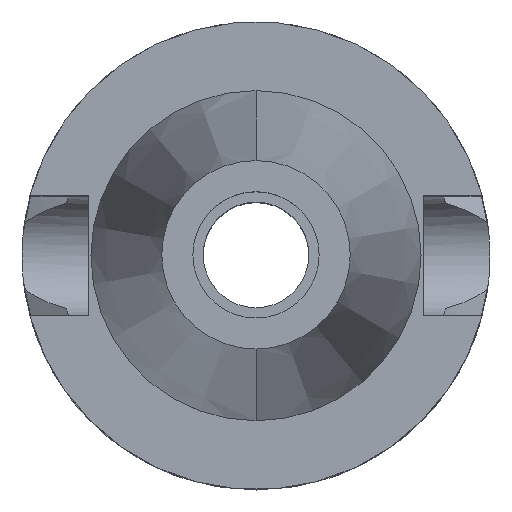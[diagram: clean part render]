
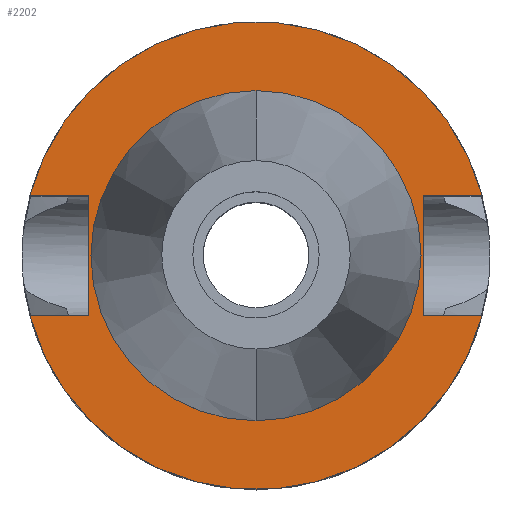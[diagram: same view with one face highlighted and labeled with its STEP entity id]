
A CAD part, top view. The second image highlights one B-rep face of the part: STEP entity #2202.
In plain terms, the highlighted planar face has unit normal (0, 0, 1).
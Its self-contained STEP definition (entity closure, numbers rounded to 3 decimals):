
#15 = CARTESIAN_POINT ( 'NONE',  ( -30.454, 8.05, -1. ) ) ;
#67 = VERTEX_POINT ( 'NONE', #1164 ) ;
#89 = EDGE_CURVE ( 'NONE', #580, #912, #1443, .T. ) ;
#177 = FACE_BOUND ( 'NONE', #620, .T. ) ;
#181 = ORIENTED_EDGE ( 'NONE', *, *, #1556, .F. ) ;
#245 = CIRCLE ( 'NONE', #869, 22.225 ) ;
#246 = VERTEX_POINT ( 'NONE', #2399 ) ;
#254 = EDGE_LOOP ( 'NONE', ( #2549, #2057, #2249, #1715, #1706, #2641, #361, #2968 ) ) ;
#284 = LINE ( 'NONE', #1930, #2696 ) ;
#305 = DIRECTION ( 'NONE',  ( 0., 1., 0. ) ) ;
#311 = EDGE_CURVE ( 'NONE', #2780, #2415, #1354, .T. ) ;
#361 = ORIENTED_EDGE ( 'NONE', *, *, #89, .T. ) ;
#362 = DIRECTION ( 'NONE',  ( 0., -1., 0. ) ) ;
#363 = CARTESIAN_POINT ( 'NONE',  ( 22.5, 8.05, -1. ) ) ;
#447 = VERTEX_POINT ( 'NONE', #2726 ) ;
#457 = VERTEX_POINT ( 'NONE', #1788 ) ;
#514 = DIRECTION ( 'NONE',  ( 0., 0., 1. ) ) ;
#531 = VECTOR ( 'NONE', #789, 1000. ) ;
#543 = CIRCLE ( 'NONE', #1167, 22.225 ) ;
#545 = LINE ( 'NONE', #2905, #531 ) ;
#580 = VERTEX_POINT ( 'NONE', #2588 ) ;
#582 = EDGE_CURVE ( 'NONE', #2415, #447, #1391, .T. ) ;
#620 = EDGE_LOOP ( 'NONE', ( #1681, #181 ) ) ;
#660 = CARTESIAN_POINT ( 'NONE',  ( 0., 0., -1. ) ) ;
#759 = DIRECTION ( 'NONE',  ( 0., 0., -1. ) ) ;
#789 = DIRECTION ( 'NONE',  ( 0., 1., 0. ) ) ;
#827 = DIRECTION ( 'NONE',  ( 0., 0., -1. ) ) ;
#869 = AXIS2_PLACEMENT_3D ( 'NONE', #2786, #1566, #2986 ) ;
#912 = VERTEX_POINT ( 'NONE', #2096 ) ;
#939 = CARTESIAN_POINT ( 'NONE',  ( 0., 0., -1. ) ) ;
#954 = CARTESIAN_POINT ( 'NONE',  ( 0., 0., -1. ) ) ;
#972 = CARTESIAN_POINT ( 'NONE',  ( 0., -22.225, -1. ) ) ;
#1069 = EDGE_CURVE ( 'NONE', #457, #246, #2461, .T. ) ;
#1076 = AXIS2_PLACEMENT_3D ( 'NONE', #660, #2061, #3002 ) ;
#1116 = AXIS2_PLACEMENT_3D ( 'NONE', #954, #759, #305 ) ;
#1117 = DIRECTION ( 'NONE',  ( 1., 0., 0. ) ) ;
#1157 = DIRECTION ( 'NONE',  ( 1., 0., 0. ) ) ;
#1164 = CARTESIAN_POINT ( 'NONE',  ( 30.454, 8.05, -1. ) ) ;
#1167 = AXIS2_PLACEMENT_3D ( 'NONE', #939, #514, #1192 ) ;
#1192 = DIRECTION ( 'NONE',  ( 0., -1., 0. ) ) ;
#1206 = DIRECTION ( 'NONE',  ( 1., 0., 0. ) ) ;
#1235 = CARTESIAN_POINT ( 'NONE',  ( 30.454, -8.05, -1. ) ) ;
#1269 = DIRECTION ( 'NONE',  ( 0., -1., 0. ) ) ;
#1303 = VECTOR ( 'NONE', #1157, 1000. ) ;
#1354 = CIRCLE ( 'NONE', #1793, 31.5 ) ;
#1391 = LINE ( 'NONE', #2601, #1303 ) ;
#1443 = LINE ( 'NONE', #15, #2492 ) ;
#1556 = EDGE_CURVE ( 'NONE', #2394, #2830, #543, .T. ) ;
#1566 = DIRECTION ( 'NONE',  ( 0., 0., 1. ) ) ;
#1627 = CARTESIAN_POINT ( 'NONE',  ( 22.5, 8.05, -1. ) ) ;
#1656 = CIRCLE ( 'NONE', #1116, 31.5 ) ;
#1681 = ORIENTED_EDGE ( 'NONE', *, *, #2099, .F. ) ;
#1706 = ORIENTED_EDGE ( 'NONE', *, *, #2540, .T. ) ;
#1715 = ORIENTED_EDGE ( 'NONE', *, *, #1069, .F. ) ;
#1730 = CARTESIAN_POINT ( 'NONE',  ( 0., 22.225, -1. ) ) ;
#1788 = CARTESIAN_POINT ( 'NONE',  ( 22.5, 8.05, -1. ) ) ;
#1793 = AXIS2_PLACEMENT_3D ( 'NONE', #2444, #827, #362 ) ;
#1838 = EDGE_CURVE ( 'NONE', #447, #912, #545, .T. ) ;
#1930 = CARTESIAN_POINT ( 'NONE',  ( 22.5, -8.05, -1. ) ) ;
#2043 = PLANE ( 'NONE',  #1076 ) ;
#2057 = ORIENTED_EDGE ( 'NONE', *, *, #311, .F. ) ;
#2061 = DIRECTION ( 'NONE',  ( 0., 0., -1. ) ) ;
#2096 = CARTESIAN_POINT ( 'NONE',  ( -22.5, 8.05, -1. ) ) ;
#2099 = EDGE_CURVE ( 'NONE', #2830, #2394, #245, .T. ) ;
#2150 = DIRECTION ( 'NONE',  ( 1., 0., 0. ) ) ;
#2202 = ADVANCED_FACE ( 'NONE', ( #2275, #177 ), #2043, .F. ) ;
#2206 = VECTOR ( 'NONE', #1269, 1000. ) ;
#2249 = ORIENTED_EDGE ( 'NONE', *, *, #2767, .F. ) ;
#2275 = FACE_OUTER_BOUND ( 'NONE', #254, .T. ) ;
#2312 = EDGE_CURVE ( 'NONE', #580, #67, #1656, .T. ) ;
#2385 = CARTESIAN_POINT ( 'NONE',  ( -30.454, -8.05, -1. ) ) ;
#2394 = VERTEX_POINT ( 'NONE', #972 ) ;
#2399 = CARTESIAN_POINT ( 'NONE',  ( 22.5, -8.05, -1. ) ) ;
#2415 = VERTEX_POINT ( 'NONE', #2385 ) ;
#2444 = CARTESIAN_POINT ( 'NONE',  ( 0., 0., -1. ) ) ;
#2461 = LINE ( 'NONE', #363, #2206 ) ;
#2492 = VECTOR ( 'NONE', #2150, 1000. ) ;
#2501 = VECTOR ( 'NONE', #1117, 1000. ) ;
#2540 = EDGE_CURVE ( 'NONE', #457, #67, #2756, .T. ) ;
#2549 = ORIENTED_EDGE ( 'NONE', *, *, #582, .F. ) ;
#2588 = CARTESIAN_POINT ( 'NONE',  ( -30.454, 8.05, -1. ) ) ;
#2601 = CARTESIAN_POINT ( 'NONE',  ( -30.454, -8.05, -1. ) ) ;
#2641 = ORIENTED_EDGE ( 'NONE', *, *, #2312, .F. ) ;
#2696 = VECTOR ( 'NONE', #1206, 1000. ) ;
#2726 = CARTESIAN_POINT ( 'NONE',  ( -22.5, -8.05, -1. ) ) ;
#2756 = LINE ( 'NONE', #1627, #2501 ) ;
#2767 = EDGE_CURVE ( 'NONE', #246, #2780, #284, .T. ) ;
#2780 = VERTEX_POINT ( 'NONE', #1235 ) ;
#2786 = CARTESIAN_POINT ( 'NONE',  ( 0., 0., -1. ) ) ;
#2830 = VERTEX_POINT ( 'NONE', #1730 ) ;
#2905 = CARTESIAN_POINT ( 'NONE',  ( -22.5, -8.05, -1. ) ) ;
#2968 = ORIENTED_EDGE ( 'NONE', *, *, #1838, .F. ) ;
#2986 = DIRECTION ( 'NONE',  ( 0., 1., 0. ) ) ;
#3002 = DIRECTION ( 'NONE',  ( 0., -1., 0. ) ) ;
